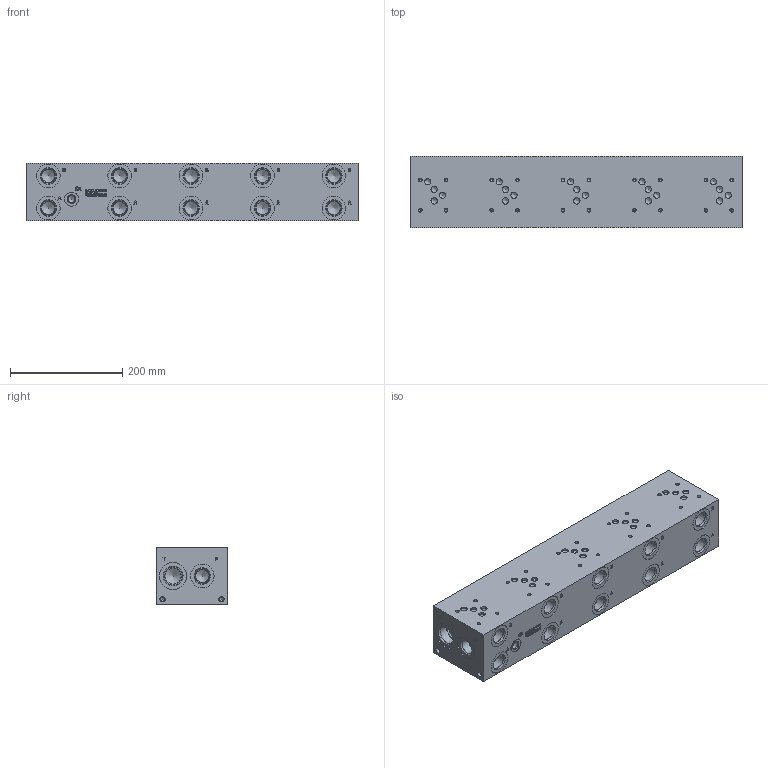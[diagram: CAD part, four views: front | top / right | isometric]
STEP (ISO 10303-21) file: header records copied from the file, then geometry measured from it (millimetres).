
FILE_DESCRIPTION(/* description */ (''),/* implementation_level */ '2;1');
FILE_NAME(/* name */ '_D05HP055S.stp',/* time_stamp */ '2020-04-23T11:23:56-04:00',/* author */ ('alexanderw'),/* organization */ (''),/* preprocessor_version */ 'ST-DEVELOPER v17',/* originating_system */ 'Autodesk Inventor 2019',/* authorisation */ '');
FILE_SCHEMA (('AUTOMOTIVE_DESIGN { 1 0 10303 214 3 1 1 }'));
Length unit declared in the file: millimetre
Products named in the file (1): Part_DD05HP055S_3D
Bounding box: 590.55 x 127 x 101.6 mm (x, y, z)
Volume: 7311765.2 mm3; surface area: 349433.9 mm2
Topology: 1 solids, 1 shells, 920 faces, 2509 edges, 1705 vertices
Faces by surface type: plane 467, bspline 203, cylinder 144, cone 106
Full cylindrical faces by diameter (mm): 5.105 x20, 6.35 x20, 7.925 x4, 9.525 x4, 11.113 x2, 11.125 x18, 12.294 x1, 12.9 x1, 14.275 x1, 14.529 x1, 23.012 x12, 24.917 x12, 25.019 x1, 26.99 x2, 27 x10, 27.432 x12, 28.575 x2, 31.267 x2, 33.34 x1, 33.35 x1, 33.757 x2, 35.509 x1, 42.037 x12, 49.124 x2
Entity records: 30655 total; most frequent: CARTESIAN_POINT 7715, ORIENTED_EDGE 4900, DIRECTION 4018, EDGE_CURVE 2450, VERTEX_POINT 1705, LINE 1506, VECTOR 1506, AXIS2_PLACEMENT_3D 1256
